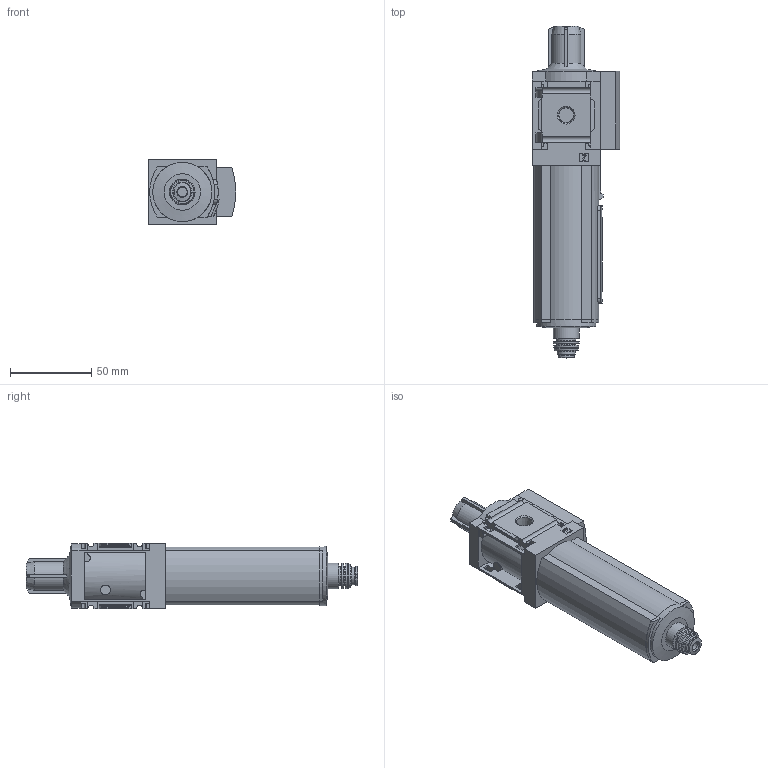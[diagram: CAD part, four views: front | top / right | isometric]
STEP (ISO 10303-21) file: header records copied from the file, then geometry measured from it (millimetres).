
FILE_DESCRIPTION(/* description */ ('STEP AP214'),/* implementation_level */ '2;1');
FILE_NAME(/* name */ '537223_MS4N-LFM-1_8-AUV-DA-Z',/* time_stamp */ '2024-09-09T21:19:49+02:00',/* author */ ('License CC BY-ND 4.0'),/* organization */ ('CADENAS'),/* preprocessor_version */ 'ST-DEVELOPER v19.3',/* originating_system */ 'PARTsolutions',/* authorisation */ ' ');
FILE_SCHEMA (('AUTOMOTIVE_DESIGN {1 0 10303 214 3 1 1}'));
Length unit declared in the file: millimetre
Products named in the file (3): 537223 MS4N-LFM-1/8-AUV-DA-Z; 527698 MS4N-LFM-1/8-A-U-V-DA-Z-0D; 526489 MS4-LFR-V
Assembly tree (2 placements, depth 2):
  537223 MS4N-LFM-1/8-AUV-DA-Z
    527698 MS4N-LFM-1/8-A-U-V-DA-Z-0D
    526489 MS4-LFR-V
Bounding box: 54 x 204.61 x 40.2 mm (x, y, z)
Volume: 235667.6 mm3; surface area: 33579.8 mm2
Topology: 2 solids, 2 shells, 354 faces, 932 edges, 602 vertices
Faces by surface type: plane 230, cylinder 79, cone 23, torus 22
Full cylindrical faces by diameter (mm): 6 x1, 6.1 x1, 6.2 x2, 11 x1, 11.4 x1, 11.6 x1, 11.8 x1, 15.8 x1, 36.4 x1
Entity records: 13271 total; most frequent: CARTESIAN_POINT 2101, ORIENTED_EDGE 1780, DIRECTION 1745, EDGE_CURVE 890, LINE 615, VECTOR 615, VERTEX_POINT 597, AXIS2_PLACEMENT_3D 565
